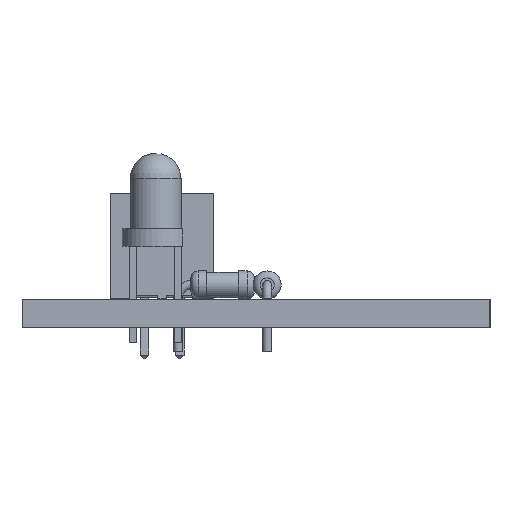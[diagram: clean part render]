
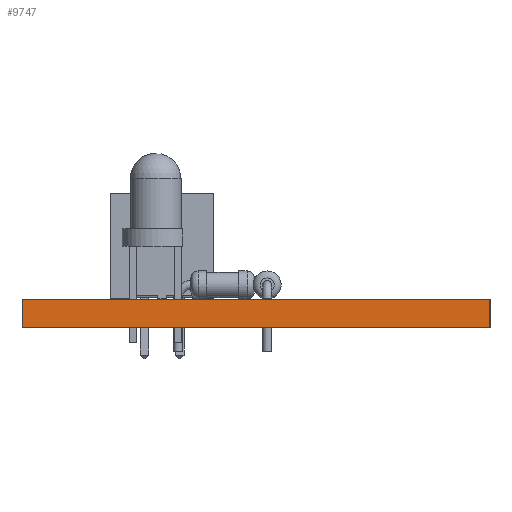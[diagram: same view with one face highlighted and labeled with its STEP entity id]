
A CAD part, left-side view. The second image highlights one B-rep face of the part: STEP entity #9747.
In plain terms, the highlighted planar face has unit normal (-1, 0, 0).
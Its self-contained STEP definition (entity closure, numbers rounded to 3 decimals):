
#9566 = PLANE('',#9567);
#9567 = AXIS2_PLACEMENT_3D('',#9568,#9569,#9570);
#9568 = CARTESIAN_POINT('',(220.98,-95.25,0.));
#9569 = DIRECTION('',(0.,-1.,0.));
#9570 = DIRECTION('',(-1.,0.,0.));
#9591 = VERTEX_POINT('',#9592);
#9592 = CARTESIAN_POINT('',(152.4,-95.25,1.6));
#9606 = PLANE('',#9607);
#9607 = AXIS2_PLACEMENT_3D('',#9608,#9609,#9610);
#9608 = CARTESIAN_POINT('',(186.69,-81.915,1.6));
#9609 = DIRECTION('',(-0.,-0.,-1.));
#9610 = DIRECTION('',(-1.,0.,0.));
#9618 = EDGE_CURVE('',#9619,#9591,#9621,.T.);
#9619 = VERTEX_POINT('',#9620);
#9620 = CARTESIAN_POINT('',(152.4,-95.25,0.));
#9621 = SURFACE_CURVE('',#9622,(#9626,#9633),.PCURVE_S1.);
#9622 = LINE('',#9623,#9624);
#9623 = CARTESIAN_POINT('',(152.4,-95.25,0.));
#9624 = VECTOR('',#9625,1.);
#9625 = DIRECTION('',(0.,0.,1.));
#9626 = PCURVE('',#9566,#9627);
#9627 = DEFINITIONAL_REPRESENTATION('',(#9628),#9632);
#9628 = LINE('',#9629,#9630);
#9629 = CARTESIAN_POINT('',(68.58,0.));
#9630 = VECTOR('',#9631,1.);
#9631 = DIRECTION('',(0.,-1.));
#9632 = ( GEOMETRIC_REPRESENTATION_CONTEXT(2) 
PARAMETRIC_REPRESENTATION_CONTEXT() REPRESENTATION_CONTEXT('2D SPACE',''
  ) );
#9633 = PCURVE('',#9634,#9639);
#9634 = PLANE('',#9635);
#9635 = AXIS2_PLACEMENT_3D('',#9636,#9637,#9638);
#9636 = CARTESIAN_POINT('',(152.4,-95.25,0.));
#9637 = DIRECTION('',(-1.,0.,0.));
#9638 = DIRECTION('',(0.,1.,0.));
#9639 = DEFINITIONAL_REPRESENTATION('',(#9640),#9644);
#9640 = LINE('',#9641,#9642);
#9641 = CARTESIAN_POINT('',(0.,0.));
#9642 = VECTOR('',#9643,1.);
#9643 = DIRECTION('',(0.,-1.));
#9644 = ( GEOMETRIC_REPRESENTATION_CONTEXT(2) 
PARAMETRIC_REPRESENTATION_CONTEXT() REPRESENTATION_CONTEXT('2D SPACE',''
  ) );
#9660 = PLANE('',#9661);
#9661 = AXIS2_PLACEMENT_3D('',#9662,#9663,#9664);
#9662 = CARTESIAN_POINT('',(186.69,-81.915,0.));
#9663 = DIRECTION('',(-0.,-0.,-1.));
#9664 = DIRECTION('',(-1.,0.,0.));
#9693 = PLANE('',#9694);
#9694 = AXIS2_PLACEMENT_3D('',#9695,#9696,#9697);
#9695 = CARTESIAN_POINT('',(152.4,-68.58,0.));
#9696 = DIRECTION('',(0.,1.,0.));
#9697 = DIRECTION('',(1.,0.,0.));
#9747 = ADVANCED_FACE('',(#9748),#9634,.T.);
#9748 = FACE_BOUND('',#9749,.T.);
#9749 = EDGE_LOOP('',(#9750,#9751,#9774,#9797));
#9750 = ORIENTED_EDGE('',*,*,#9618,.T.);
#9751 = ORIENTED_EDGE('',*,*,#9752,.T.);
#9752 = EDGE_CURVE('',#9591,#9753,#9755,.T.);
#9753 = VERTEX_POINT('',#9754);
#9754 = CARTESIAN_POINT('',(152.4,-68.58,1.6));
#9755 = SURFACE_CURVE('',#9756,(#9760,#9767),.PCURVE_S1.);
#9756 = LINE('',#9757,#9758);
#9757 = CARTESIAN_POINT('',(152.4,-95.25,1.6));
#9758 = VECTOR('',#9759,1.);
#9759 = DIRECTION('',(0.,1.,0.));
#9760 = PCURVE('',#9634,#9761);
#9761 = DEFINITIONAL_REPRESENTATION('',(#9762),#9766);
#9762 = LINE('',#9763,#9764);
#9763 = CARTESIAN_POINT('',(0.,-1.6));
#9764 = VECTOR('',#9765,1.);
#9765 = DIRECTION('',(1.,0.));
#9766 = ( GEOMETRIC_REPRESENTATION_CONTEXT(2) 
PARAMETRIC_REPRESENTATION_CONTEXT() REPRESENTATION_CONTEXT('2D SPACE',''
  ) );
#9767 = PCURVE('',#9606,#9768);
#9768 = DEFINITIONAL_REPRESENTATION('',(#9769),#9773);
#9769 = LINE('',#9770,#9771);
#9770 = CARTESIAN_POINT('',(34.29,-13.335));
#9771 = VECTOR('',#9772,1.);
#9772 = DIRECTION('',(0.,1.));
#9773 = ( GEOMETRIC_REPRESENTATION_CONTEXT(2) 
PARAMETRIC_REPRESENTATION_CONTEXT() REPRESENTATION_CONTEXT('2D SPACE',''
  ) );
#9774 = ORIENTED_EDGE('',*,*,#9775,.F.);
#9775 = EDGE_CURVE('',#9776,#9753,#9778,.T.);
#9776 = VERTEX_POINT('',#9777);
#9777 = CARTESIAN_POINT('',(152.4,-68.58,0.));
#9778 = SURFACE_CURVE('',#9779,(#9783,#9790),.PCURVE_S1.);
#9779 = LINE('',#9780,#9781);
#9780 = CARTESIAN_POINT('',(152.4,-68.58,0.));
#9781 = VECTOR('',#9782,1.);
#9782 = DIRECTION('',(0.,0.,1.));
#9783 = PCURVE('',#9634,#9784);
#9784 = DEFINITIONAL_REPRESENTATION('',(#9785),#9789);
#9785 = LINE('',#9786,#9787);
#9786 = CARTESIAN_POINT('',(26.67,0.));
#9787 = VECTOR('',#9788,1.);
#9788 = DIRECTION('',(0.,-1.));
#9789 = ( GEOMETRIC_REPRESENTATION_CONTEXT(2) 
PARAMETRIC_REPRESENTATION_CONTEXT() REPRESENTATION_CONTEXT('2D SPACE',''
  ) );
#9790 = PCURVE('',#9693,#9791);
#9791 = DEFINITIONAL_REPRESENTATION('',(#9792),#9796);
#9792 = LINE('',#9793,#9794);
#9793 = CARTESIAN_POINT('',(0.,0.));
#9794 = VECTOR('',#9795,1.);
#9795 = DIRECTION('',(0.,-1.));
#9796 = ( GEOMETRIC_REPRESENTATION_CONTEXT(2) 
PARAMETRIC_REPRESENTATION_CONTEXT() REPRESENTATION_CONTEXT('2D SPACE',''
  ) );
#9797 = ORIENTED_EDGE('',*,*,#9798,.F.);
#9798 = EDGE_CURVE('',#9619,#9776,#9799,.T.);
#9799 = SURFACE_CURVE('',#9800,(#9804,#9811),.PCURVE_S1.);
#9800 = LINE('',#9801,#9802);
#9801 = CARTESIAN_POINT('',(152.4,-95.25,0.));
#9802 = VECTOR('',#9803,1.);
#9803 = DIRECTION('',(0.,1.,0.));
#9804 = PCURVE('',#9634,#9805);
#9805 = DEFINITIONAL_REPRESENTATION('',(#9806),#9810);
#9806 = LINE('',#9807,#9808);
#9807 = CARTESIAN_POINT('',(0.,0.));
#9808 = VECTOR('',#9809,1.);
#9809 = DIRECTION('',(1.,0.));
#9810 = ( GEOMETRIC_REPRESENTATION_CONTEXT(2) 
PARAMETRIC_REPRESENTATION_CONTEXT() REPRESENTATION_CONTEXT('2D SPACE',''
  ) );
#9811 = PCURVE('',#9660,#9812);
#9812 = DEFINITIONAL_REPRESENTATION('',(#9813),#9817);
#9813 = LINE('',#9814,#9815);
#9814 = CARTESIAN_POINT('',(34.29,-13.335));
#9815 = VECTOR('',#9816,1.);
#9816 = DIRECTION('',(0.,1.));
#9817 = ( GEOMETRIC_REPRESENTATION_CONTEXT(2) 
PARAMETRIC_REPRESENTATION_CONTEXT() REPRESENTATION_CONTEXT('2D SPACE',''
  ) );
